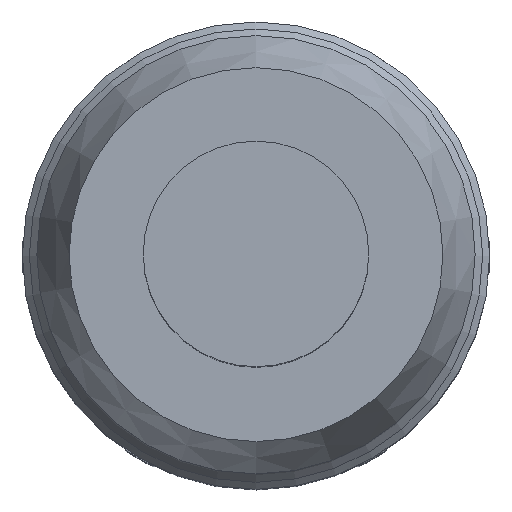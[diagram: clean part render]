
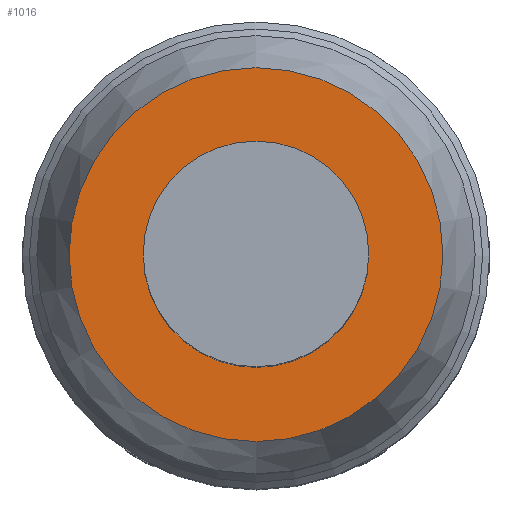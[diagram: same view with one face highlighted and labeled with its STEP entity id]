
A CAD part, top view. The second image highlights one B-rep face of the part: STEP entity #1016.
In plain terms, the highlighted planar face has unit normal (0, 0, 1).
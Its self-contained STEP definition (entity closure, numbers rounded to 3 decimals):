
#154=PLANE('',#3487);
#1016=ADVANCED_FACE('',(#1140,#1141),#154,.T.);
#1140=FACE_BOUND('',#1365,.T.);
#1141=FACE_BOUND('',#1366,.T.);
#1365=EDGE_LOOP('',(#2235));
#1366=EDGE_LOOP('',(#2236));
#2235=ORIENTED_EDGE('',*,*,#2983,.T.);
#2236=ORIENTED_EDGE('',*,*,#2984,.T.);
#2548=VERTEX_POINT('',#5397);
#2549=VERTEX_POINT('',#5399);
#2983=EDGE_CURVE('',#2548,#2548,#3148,.T.);
#2984=EDGE_CURVE('',#2549,#2549,#3149,.T.);
#3148=CIRCLE('',#3485,3.5);
#3149=CIRCLE('',#3486,5.8);
#3485=AXIS2_PLACEMENT_3D('',#5396,#4420,#4421);
#3486=AXIS2_PLACEMENT_3D('',#5398,#4422,#4423);
#3487=AXIS2_PLACEMENT_3D('',#5400,#4424,#4425);
#4420=DIRECTION('',(0.,0.,-1.));
#4421=DIRECTION('',(1.,0.,0.));
#4422=DIRECTION('',(0.,0.,1.));
#4423=DIRECTION('',(0.,1.,0.));
#4424=DIRECTION('',(0.,0.,1.));
#4425=DIRECTION('',(0.,1.,0.));
#5396=CARTESIAN_POINT('',(0.,0.,44.));
#5397=CARTESIAN_POINT('',(3.5,0.,44.));
#5398=CARTESIAN_POINT('',(0.,0.,44.));
#5399=CARTESIAN_POINT('',(0.,5.8,44.));
#5400=CARTESIAN_POINT('',(0.,0.,44.));
